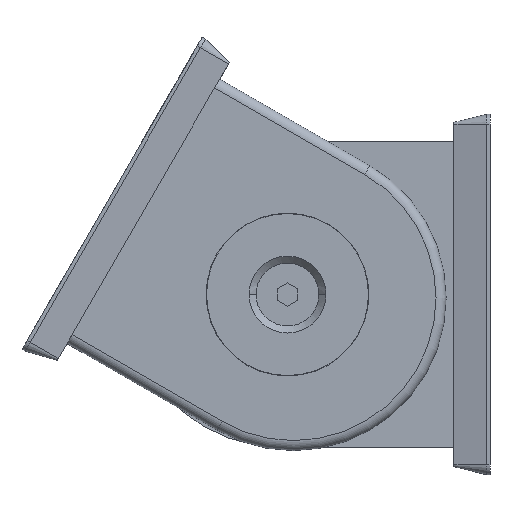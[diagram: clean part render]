
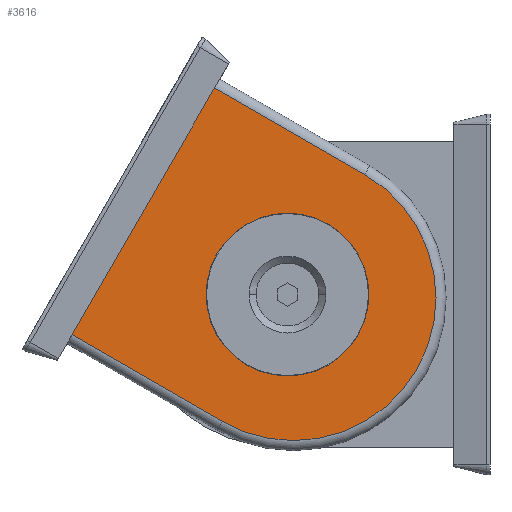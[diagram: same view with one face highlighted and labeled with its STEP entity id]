
A CAD part, left-side view. The second image highlights one B-rep face of the part: STEP entity #3616.
In plain terms, the highlighted face is planar.
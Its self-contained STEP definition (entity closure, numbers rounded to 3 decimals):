
#1300=CARTESIAN_POINT('',(20.,50.,0.));
#1301=DIRECTION('',(1.,0.,0.));
#1302=DIRECTION('',(0.,0.,-1.));
#1303=AXIS2_PLACEMENT_3D('',#1300,#1301,#1302);
#1308=CARTESIAN_POINT('',(20.,50.,0.));
#1309=DIRECTION('',(1.,0.,0.));
#1310=DIRECTION('',(0.,0.,1.));
#1311=AXIS2_PLACEMENT_3D('',#1308,#1309,#1310);
#1316=DIRECTION('',(0.,-1.,0.));
#1317=VECTOR('',#1316,42.8);
#1318=CARTESIAN_POINT('',(20.,51.7,35.2));
#1319=LINE('',#1318,#1317);
#1323=CARTESIAN_POINT('',(20.,51.7,0.));
#1324=DIRECTION('',(1.,0.,0.));
#1325=DIRECTION('',(0.,0.,-1.));
#1326=AXIS2_PLACEMENT_3D('',#1323,#1324,#1325);
#1331=DIRECTION('',(0.,1.,0.));
#1332=VECTOR('',#1331,42.8);
#1333=CARTESIAN_POINT('',(20.,8.9,-35.2));
#1334=LINE('',#1333,#1332);
#1338=DIRECTION('',(0.,0.,-1.));
#1339=VECTOR('',#1338,70.4);
#1340=CARTESIAN_POINT('',(20.,8.9,35.2));
#1341=LINE('',#1340,#1339);
#2512=CARTESIAN_POINT('',(20.,50.,-20.1));
#2513=CARTESIAN_POINT('',(20.,50.,20.1));
#2514=VERTEX_POINT('',#2512);
#2515=VERTEX_POINT('',#2513);
#2564=CARTESIAN_POINT('',(20.,51.7,35.2));
#2565=CARTESIAN_POINT('',(20.,8.9,35.2));
#2566=VERTEX_POINT('',#2564);
#2567=VERTEX_POINT('',#2565);
#2568=CARTESIAN_POINT('',(20.,51.7,-35.2));
#2569=VERTEX_POINT('',#2568);
#2572=CARTESIAN_POINT('',(20.,8.9,-35.2));
#2573=VERTEX_POINT('',#2572);
#3597=CARTESIAN_POINT('',(20.,0.,0.));
#3598=DIRECTION('',(1.,0.,0.));
#3599=DIRECTION('',(0.,-1.,0.));
#3600=AXIS2_PLACEMENT_3D('',#3597,#3598,#3599);
#3601=PLANE('',#3600);
#3602=ORIENTED_EDGE('',*,*,#3576,.F.);
#3603=ORIENTED_EDGE('',*,*,#3587,.F.);
#3605=ORIENTED_EDGE('',*,*,#3604,.F.);
#3607=ORIENTED_EDGE('',*,*,#3606,.F.);
#3608=EDGE_LOOP('',(#3602,#3603,#3605,#3607));
#3609=FACE_OUTER_BOUND('',#3608,.F.);
#3611=ORIENTED_EDGE('',*,*,#3610,.T.);
#3613=ORIENTED_EDGE('',*,*,#3612,.T.);
#3614=EDGE_LOOP('',(#3611,#3613));
#3615=FACE_BOUND('',#3614,.F.);
#1304=CIRCLE('',#1303,20.1);
#1312=CIRCLE('',#1311,20.1);
#1327=CIRCLE('',#1326,35.2);
#3576=EDGE_CURVE('',#2566,#2567,#1319,.T.);
#3587=EDGE_CURVE('',#2569,#2566,#1327,.T.);
#3604=EDGE_CURVE('',#2573,#2569,#1334,.T.);
#3606=EDGE_CURVE('',#2567,#2573,#1341,.T.);
#3610=EDGE_CURVE('',#2514,#2515,#1304,.T.);
#3612=EDGE_CURVE('',#2515,#2514,#1312,.T.);
#3616=ADVANCED_FACE('',(#3609,#3615),#3601,.T.);
